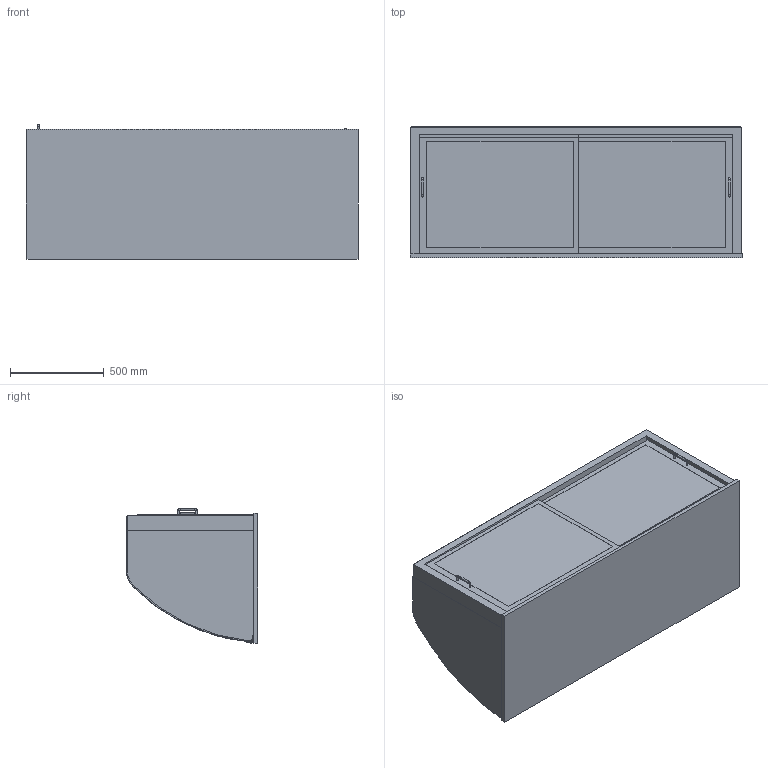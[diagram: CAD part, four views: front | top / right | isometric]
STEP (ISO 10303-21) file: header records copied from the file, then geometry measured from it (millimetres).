
FILE_DESCRIPTION(/* description */ ('Panoramaglasaufsatz ungekühlt'),/* implementation_level */ '2;1');
FILE_NAME(/* name */ '3D-AKE-00007531.stp',/* time_stamp */ '2023-05-10T14:16:27+02:00',/* author */ ('marina.schachner'),/* organization */ (''),/* preprocessor_version */ 'ST-DEVELOPER v18.1',/* originating_system */ 'Autodesk Inventor 2020',/* authorisation */ '');
FILE_SCHEMA (('AUTOMOTIVE_DESIGN { 1 0 10303 214 3 1 1 }'));
Length unit declared in the file: millimetre
Products named in the file (1): 3D-AKE-00007531
Bounding box: 1775 x 702 x 721 mm (x, y, z)
Volume: 83192062.1 mm3; surface area: 15137915.8 mm2
Topology: 31 solids, 31 shells, 332 faces, 822 edges, 552 vertices
Faces by surface type: plane 254, cylinder 74, torus 4
Full cylindrical faces by diameter (mm): 8 x6
Entity records: 9842 total; most frequent: CARTESIAN_POINT 1707, DIRECTION 1660, ORIENTED_EDGE 1644, EDGE_CURVE 822, LINE 650, VECTOR 650, VERTEX_POINT 552, AXIS2_PLACEMENT_3D 505
